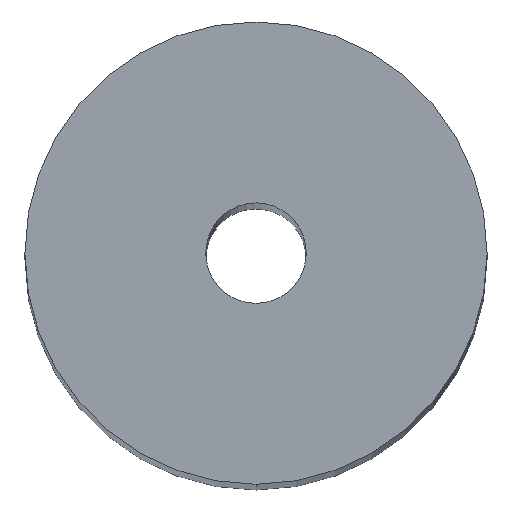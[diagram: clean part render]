
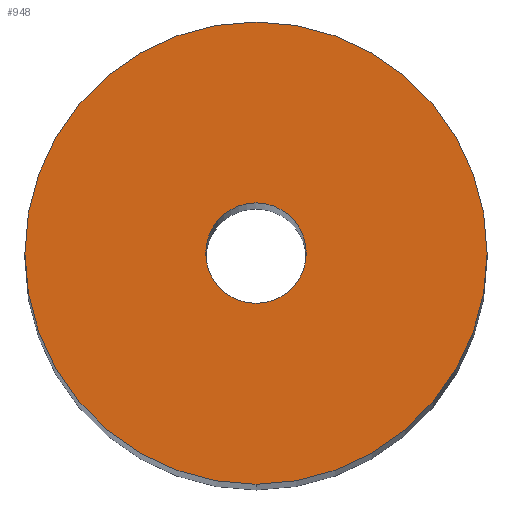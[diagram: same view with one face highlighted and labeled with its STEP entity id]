
A CAD part, top view. The second image highlights one B-rep face of the part: STEP entity #948.
In plain terms, the highlighted planar face has unit normal (0, 0, 1).
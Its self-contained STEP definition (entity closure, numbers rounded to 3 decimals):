
#496=EDGE_CURVE('NONE',#618,#530,#1209,.T.);
#530=VERTEX_POINT('NONE',#1249);
#618=VERTEX_POINT('NONE',#1349);
#790=EDGE_CURVE('NONE',#834,#950,#1539,.T.);
#834=VERTEX_POINT('NONE',#1592);
#894=EDGE_CURVE('NONE',#530,#618,#1658,.F.);
#948=ADVANCED_FACE('NONE',(#1718,#1719),#1720,.T.);
#950=VERTEX_POINT('NONE',#1722);
#1018=EDGE_CURVE('NONE',#950,#834,#1795,.F.);
#1209=CIRCLE('',#2180,11.5);
#1249=CARTESIAN_POINT('',(0.,-11.5,190.0));
#1349=CARTESIAN_POINT('',(0.,11.5,190.0));
#1539=CIRCLE('',#2734,2.5);
#1592=CARTESIAN_POINT('',(0.,-2.5,190.0));
#1658=CIRCLE('',#2931,11.5);
#1718=FACE_OUTER_BOUND('',#3092,.T.);
#1719=FACE_BOUND('',#3093,.T.);
#1720=PLANE('',#3094);
#1722=CARTESIAN_POINT('',(0.,2.5,190.0));
#1795=CIRCLE('',#3202,2.5);
#2180=AXIS2_PLACEMENT_3D('',#3419,#3420,#3421);
#2734=AXIS2_PLACEMENT_3D('',#3830,#3831,#3832);
#2931=AXIS2_PLACEMENT_3D('',#3994,#3995,#3996);
#3092=EDGE_LOOP('',(#4077,#4078));
#3093=EDGE_LOOP('',(#4079,#4080));
#3094=AXIS2_PLACEMENT_3D('',#4081,#4082,#4083);
#3202=AXIS2_PLACEMENT_3D('',#4153,#4154,#4155);
#3419=CARTESIAN_POINT('',(0.,0.,190.0));
#3420=DIRECTION('',(0.,0.,-1.0));
#3421=DIRECTION('',(0.,1.0,0.));
#3830=CARTESIAN_POINT('',(0.,0.,190.0));
#3831=DIRECTION('',(0.,0.,1.0));
#3832=DIRECTION('',(0.,-1.0,0.));
#3994=CARTESIAN_POINT('',(0.,0.,190.0));
#3995=DIRECTION('',(0.,0.,1.0));
#3996=DIRECTION('',(0.,1.0,0.));
#4077=ORIENTED_EDGE('',*,*,#496,.F.);
#4078=ORIENTED_EDGE('',*,*,#894,.F.);
#4079=ORIENTED_EDGE('',*,*,#790,.F.);
#4080=ORIENTED_EDGE('',*,*,#1018,.F.);
#4081=CARTESIAN_POINT('',(0.,11.5,190.0));
#4082=DIRECTION('',(0.,0.,1.0));
#4083=DIRECTION('',(0.,1.0,0.));
#4153=CARTESIAN_POINT('',(0.,0.,190.0));
#4154=DIRECTION('',(0.,0.,-1.0));
#4155=DIRECTION('',(0.,-1.0,0.));
